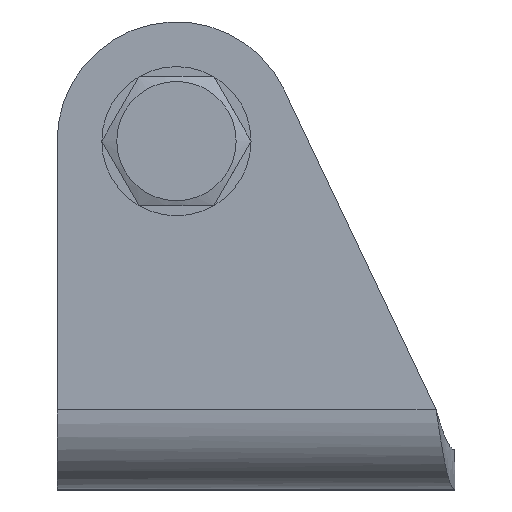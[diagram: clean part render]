
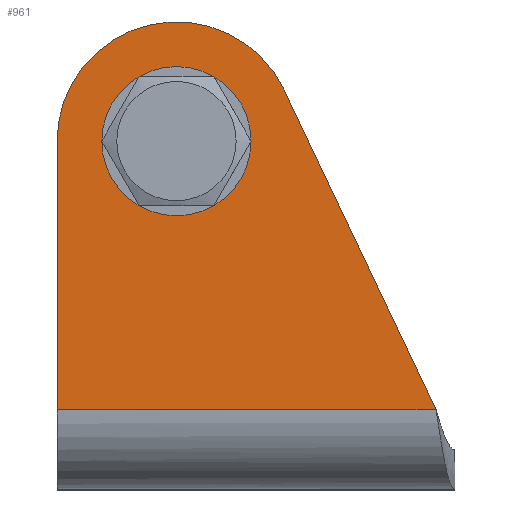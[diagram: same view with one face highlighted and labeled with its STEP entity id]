
A CAD part, top view. The second image highlights one B-rep face of the part: STEP entity #961.
In plain terms, the highlighted planar face has unit normal (0, 0, 1).
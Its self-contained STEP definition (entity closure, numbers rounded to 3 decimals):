
#492=CARTESIAN_POINT('',(6.,0.,4.0));
#493=VERTEX_POINT('',#492);
#494=CARTESIAN_POINT('',(0.0,0.0,4.0));
#495=DIRECTION('',(0.0,0.0,-1.0));
#496=DIRECTION('',(-1.0,0.0,0.0));
#497=AXIS2_PLACEMENT_3D('',#494,#495,#496);
#498=CIRCLE('',#497,6.);
#499=EDGE_CURVE('',#493,#493,#498,.T.);
#755=CARTESIAN_POINT('',(26.101,-27.0,4.0));
#756=VERTEX_POINT('',#755);
#770=CARTESIAN_POINT('',(-12.,-27.0,4.0));
#771=VERTEX_POINT('',#770);
#772=CARTESIAN_POINT('',(-12.,-27.0,4.0));
#773=DIRECTION('',(1.0,0.0,0.0));
#774=VECTOR('',#773,38.101);
#775=LINE('',#772,#774);
#776=EDGE_CURVE('',#771,#756,#775,.T.);
#927=CARTESIAN_POINT('',(4.832,-15.896,4.0));
#928=DIRECTION('',(0.0,0.0,1.0));
#929=DIRECTION('',(1.0,0.0,0.0));
#930=AXIS2_PLACEMENT_3D('',#927,#928,#929);
#931=PLANE('',#930);
#932=ORIENTED_EDGE('',*,*,#776,.T.);
#933=CARTESIAN_POINT('',(10.84,5.146,4.0));
#934=VERTEX_POINT('',#933);
#935=CARTESIAN_POINT('',(10.84,5.146,4.0));
#936=DIRECTION('',(0.429,-0.903,0.0));
#937=VECTOR('',#936,35.585);
#938=LINE('',#935,#937);
#939=EDGE_CURVE('',#934,#756,#938,.T.);
#940=ORIENTED_EDGE('',*,*,#939,.F.);
#941=CARTESIAN_POINT('',(-12.,0.0,4.0));
#942=VERTEX_POINT('',#941);
#943=CARTESIAN_POINT('',(0.0,0.0,4.0));
#944=DIRECTION('',(0.0,0.0,-1.0));
#945=DIRECTION('',(-0.903,-0.429,0.0));
#946=AXIS2_PLACEMENT_3D('',#943,#944,#945);
#947=CIRCLE('',#946,12.0);
#948=EDGE_CURVE('',#942,#934,#947,.T.);
#949=ORIENTED_EDGE('',*,*,#948,.F.);
#950=CARTESIAN_POINT('',(-12.,-27.,4.0));
#951=DIRECTION('',(0.0,1.0,0.0));
#952=VECTOR('',#951,27.);
#953=LINE('',#950,#952);
#954=EDGE_CURVE('',#771,#942,#953,.T.);
#955=ORIENTED_EDGE('',*,*,#954,.F.);
#956=EDGE_LOOP('',(#932,#940,#949,#955));
#957=FACE_OUTER_BOUND('',#956,.T.);
#958=ORIENTED_EDGE('',*,*,#499,.T.);
#959=EDGE_LOOP('',(#958));
#960=FACE_BOUND('',#959,.T.);
#961=ADVANCED_FACE('',(#957,#960),#931,.T.);
